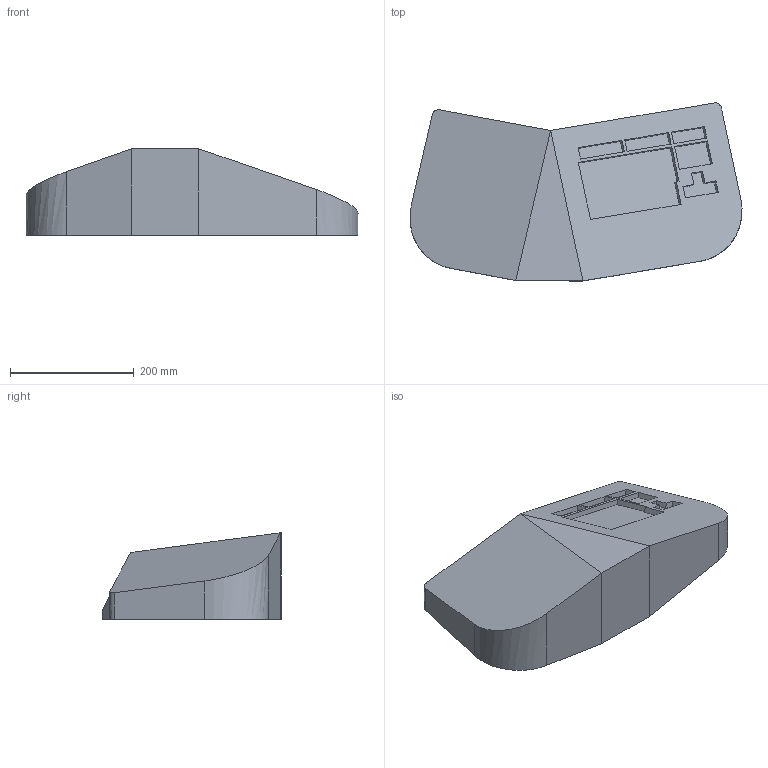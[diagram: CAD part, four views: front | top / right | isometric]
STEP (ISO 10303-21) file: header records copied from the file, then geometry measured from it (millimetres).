
FILE_DESCRIPTION(('FreeCAD Model'),'2;1');
FILE_NAME('tmpA54EoJ','2018-06-29T01:18:20',('FreeCAD'),('FreeCAD') ,'Open CASCADE STEP processor 7.2','FreeCAD','Unknown');
FILE_SCHEMA(('AUTOMOTIVE_DESIGN { 1 0 10303 214 1 1 1 1 }'));
Length unit declared in the file: millimetre
Products named in the file (1): Open CASCADE STEP translator 7.2 1
Bounding box: 537.02 x 288.26 x 140 mm (x, y, z)
Volume: 10915824.6 mm3; surface area: 383794.9 mm2
Topology: 1 solids, 1 shells, 53 faces, 131 edges, 86 vertices
Faces by surface type: plane 49, extrusion 4
Entity records: 3709 total; most frequent: CARTESIAN_POINT 1040, DIRECTION 479, VECTOR 359, LINE 355, ORIENTED_EDGE 262, PCURVE 262, DEFINITIONAL_REPRESENTATION 262, EDGE_CURVE 131
